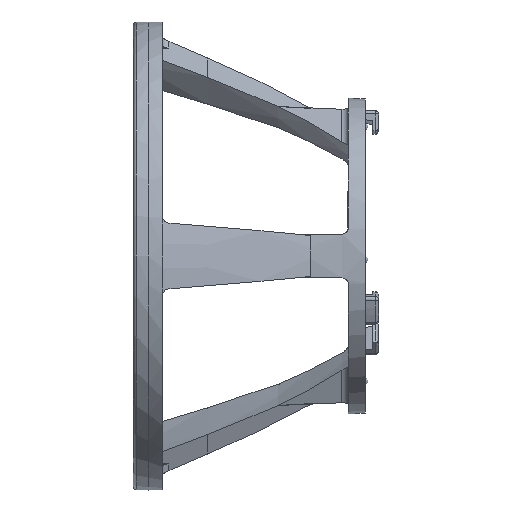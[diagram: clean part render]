
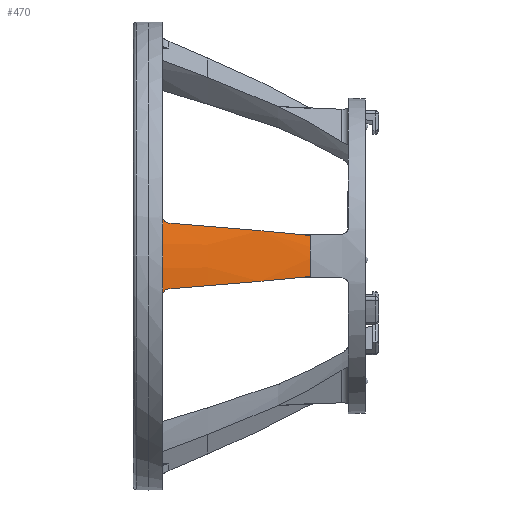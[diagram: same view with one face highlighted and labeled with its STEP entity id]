
A CAD part, left-side view. The second image highlights one B-rep face of the part: STEP entity #470.
In plain terms, the highlighted face is a revolution surface.
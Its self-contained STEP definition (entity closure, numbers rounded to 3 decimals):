
#470=ADVANCED_FACE('',(#1165),#1166,.T.);
#1165=FACE_OUTER_BOUND('',#2235,.T.);
#1166=SURFACE_OF_REVOLUTION('',#2236,#2237);
#2235=EDGE_LOOP('',(#3719,#3720,#3721,#3722,#3723,#3724,#3725,#3726));
#2236=B_SPLINE_CURVE_WITH_KNOTS('',3,(#3727,#3728,#3729,#3730,#3731,#3732,#3733,#3734,#3735,#3736,#3737,#3738,#3739,#3740,#3741,#3742,#3743,#3744,#3745,#3746,#3747,#3748,#3749,#3750,#3751,#3752,#3753,#3754),.UNSPECIFIED.,.F.,.F.,(4,3,3,3,3,3,3,3,3,4),(0.0,1.0,2.0,4.0,8.0,16.0,32.0,64.0,128.0,256.0),.UNSPECIFIED.);
#2237=AXIS1_PLACEMENT('',#3755,#3756);
#3719=ORIENTED_EDGE('',*,*,#6551,.T.);
#3720=ORIENTED_EDGE('',*,*,#6552,.T.);
#3721=ORIENTED_EDGE('',*,*,#6516,.T.);
#3722=ORIENTED_EDGE('',*,*,#6553,.T.);
#3723=ORIENTED_EDGE('',*,*,#6554,.T.);
#3724=ORIENTED_EDGE('',*,*,#6555,.T.);
#3725=ORIENTED_EDGE('',*,*,#6556,.T.);
#3726=ORIENTED_EDGE('',*,*,#6508,.T.);
#3727=CARTESIAN_POINT('',(17.9,0.0,0.0));
#3728=CARTESIAN_POINT('',(21.2,4.2,0.0));
#3729=CARTESIAN_POINT('',(24.5,8.4,0.0));
#3730=CARTESIAN_POINT('',(27.7,14.746,0.0));
#3731=CARTESIAN_POINT('',(30.9,21.092,0.0));
#3732=CARTESIAN_POINT('',(32.95,25.711,0.0));
#3733=CARTESIAN_POINT('',(35.0,30.33,0.0));
#3734=CARTESIAN_POINT('',(39.1,39.568,0.0));
#3735=CARTESIAN_POINT('',(43.2,48.807,0.0));
#3736=CARTESIAN_POINT('',(47.3,58.045,0.0));
#3737=CARTESIAN_POINT('',(55.5,76.522,0.0));
#3738=CARTESIAN_POINT('',(63.7,94.998,0.0));
#3739=CARTESIAN_POINT('',(71.9,113.475,0.0));
#3740=CARTESIAN_POINT('',(88.3,150.428,0.0));
#3741=CARTESIAN_POINT('',(104.7,187.381,0.0));
#3742=CARTESIAN_POINT('',(121.1,224.335,0.0));
#3743=CARTESIAN_POINT('',(153.9,298.241,0.0));
#3744=CARTESIAN_POINT('',(186.7,372.148,0.0));
#3745=CARTESIAN_POINT('',(219.5,446.054,0.0));
#3746=CARTESIAN_POINT('',(285.1,593.868,0.0));
#3747=CARTESIAN_POINT('',(350.7,741.681,0.0));
#3748=CARTESIAN_POINT('',(416.3,889.494,0.0));
#3749=CARTESIAN_POINT('',(547.5,1185.12,0.0));
#3750=CARTESIAN_POINT('',(678.7,1480.746,0.0));
#3751=CARTESIAN_POINT('',(809.9,1776.372,0.0));
#3752=CARTESIAN_POINT('',(1072.3,2367.625,0.0));
#3753=CARTESIAN_POINT('',(1334.7,2958.877,0.0));
#3754=CARTESIAN_POINT('',(1597.1,3550.13,0.0));
#3755=CARTESIAN_POINT('',(0.0,0.0,0.0));
#3756=DIRECTION('',(-0.0,1.0,-0.0));
#6508=EDGE_CURVE('',#7910,#7908,#7911,.T.);
#6516=EDGE_CURVE('',#7922,#7923,#7924,.T.);
#6551=EDGE_CURVE('',#7908,#7970,#7971,.T.);
#6552=EDGE_CURVE('',#7970,#7922,#7972,.T.);
#6553=EDGE_CURVE('',#7923,#7973,#7974,.T.);
#6554=EDGE_CURVE('',#7973,#7975,#7976,.T.);
#6555=EDGE_CURVE('',#7975,#7977,#7978,.T.);
#6556=EDGE_CURVE('',#7977,#7910,#7979,.T.);
#7908=VERTEX_POINT('',#10387);
#7910=VERTEX_POINT('',#10392);
#7911=B_SPLINE_CURVE_WITH_KNOTS('',3,(#10393,#10394,#10395,#10396,#10397,#10398,#10399,#10400),.UNSPECIFIED.,.F.,.F.,(4,2,2,4),(0.0,0.,0.001,0.001),.UNSPECIFIED.);
#7922=VERTEX_POINT('',#10422);
#7923=VERTEX_POINT('',#10423);
#7924=B_SPLINE_CURVE_WITH_KNOTS('',3,(#10424,#10425,#10426,#10427),.UNSPECIFIED.,.F.,.F.,(4,4),(0.049,0.055),.UNSPECIFIED.);
#7970=VERTEX_POINT('',#10536);
#7971=CIRCLE('',#10537,34.962);
#7972=B_SPLINE_CURVE_WITH_KNOTS('',3,(#10538,#10539,#10540,#10541,#10542,#10543),.UNSPECIFIED.,.F.,.F.,(4,2,4),(0.,0.001,0.001),.UNSPECIFIED.);
#7973=VERTEX_POINT('',#10544);
#7974=B_SPLINE_CURVE_WITH_KNOTS('',3,(#10545,#10546,#10547,#10548,#10549,#10550,#10551,#10552,#10553,#10554),.UNSPECIFIED.,.F.,.F.,(4,2,2,2,4),(0.,0.009,0.011,0.013,0.017),.UNSPECIFIED.);
#7975=VERTEX_POINT('',#10555);
#7976=(B_SPLINE_CURVE(3,(#10557,#10558,#10559,#10560),.UNSPECIFIED.,.F.,.F.)B_SPLINE_CURVE_WITH_KNOTS((4,4),(0.026,0.974),.UNSPECIFIED.)RATIONAL_B_SPLINE_CURVE((1.0,0.995,0.995,1.0))BOUNDED_CURVE()REPRESENTATION_ITEM('')GEOMETRIC_REPRESENTATION_ITEM()CURVE());
#7977=VERTEX_POINT('',#10567);
#7978=B_SPLINE_CURVE_WITH_KNOTS('',3,(#10568,#10569,#10570,#10571,#10572,#10573,#10574,#10575,#10576,#10577),.UNSPECIFIED.,.F.,.F.,(4,2,2,2,4),(0.0,0.004,0.006,0.009,0.017),.UNSPECIFIED.);
#7979=B_SPLINE_CURVE_WITH_KNOTS('',3,(#10578,#10579,#10580,#10581),.UNSPECIFIED.,.F.,.F.,(4,4),(0.011,0.017),.UNSPECIFIED.);
#10387=CARTESIAN_POINT('',(-34.518,30.244,5.553));
#10392=CARTESIAN_POINT('',(-34.213,29.347,4.911));
#10393=CARTESIAN_POINT('',(-34.213,29.347,4.911));
#10394=CARTESIAN_POINT('',(-34.254,29.44,4.918));
#10395=CARTESIAN_POINT('',(-34.291,29.53,4.938));
#10396=CARTESIAN_POINT('',(-34.361,29.707,5.001));
#10397=CARTESIAN_POINT('',(-34.394,29.793,5.046));
#10398=CARTESIAN_POINT('',(-34.475,30.029,5.211));
#10399=CARTESIAN_POINT('',(-34.511,30.163,5.368));
#10400=CARTESIAN_POINT('',(-34.518,30.244,5.553));
#10422=CARTESIAN_POINT('',(-34.213,29.347,-4.911));
#10423=CARTESIAN_POINT('',(-31.636,23.545,-4.446));
#10424=CARTESIAN_POINT('',(-34.213,29.347,-4.911));
#10425=CARTESIAN_POINT('',(-33.365,27.408,-4.757));
#10426=CARTESIAN_POINT('',(-32.512,25.472,-4.603));
#10427=CARTESIAN_POINT('',(-31.636,23.545,-4.446));
#10536=CARTESIAN_POINT('',(-34.518,30.244,-5.553));
#10537=AXIS2_PLACEMENT_3D('',#12734,#12735,#12736);
#10538=CARTESIAN_POINT('',(-34.518,30.244,-5.553));
#10539=CARTESIAN_POINT('',(-34.511,30.163,-5.368));
#10540=CARTESIAN_POINT('',(-34.476,30.031,-5.212));
#10541=CARTESIAN_POINT('',(-34.367,29.715,-4.991));
#10542=CARTESIAN_POINT('',(-34.294,29.532,-4.925));
#10543=CARTESIAN_POINT('',(-34.213,29.347,-4.911));
#10544=CARTESIAN_POINT('',(-23.732,8.193,-3.065));
#10545=CARTESIAN_POINT('',(-31.636,23.545,-4.446));
#10546=CARTESIAN_POINT('',(-30.444,20.92,-4.232));
#10547=CARTESIAN_POINT('',(-29.212,18.317,-4.013));
#10548=CARTESIAN_POINT('',(-27.622,15.088,-3.733));
#10549=CARTESIAN_POINT('',(-27.304,14.443,-3.677));
#10550=CARTESIAN_POINT('',(-26.645,13.164,-3.562));
#10551=CARTESIAN_POINT('',(-26.305,12.53,-3.503));
#10552=CARTESIAN_POINT('',(-25.255,10.643,-3.322));
#10553=CARTESIAN_POINT('',(-24.514,9.408,-3.196));
#10554=CARTESIAN_POINT('',(-23.732,8.193,-3.065));
#10555=CARTESIAN_POINT('',(-23.732,8.193,3.065));
#10557=CARTESIAN_POINT('',(-23.732,8.193,-3.065));
#10558=CARTESIAN_POINT('',(-23.995,8.193,-1.027));
#10559=CARTESIAN_POINT('',(-23.995,8.193,1.027));
#10560=CARTESIAN_POINT('',(-23.732,8.193,3.065));
#10567=CARTESIAN_POINT('',(-31.636,23.545,4.446));
#10568=CARTESIAN_POINT('',(-23.732,8.193,3.065));
#10569=CARTESIAN_POINT('',(-24.514,9.408,3.196));
#10570=CARTESIAN_POINT('',(-25.255,10.643,3.322));
#10571=CARTESIAN_POINT('',(-26.305,12.53,3.503));
#10572=CARTESIAN_POINT('',(-26.645,13.164,3.562));
#10573=CARTESIAN_POINT('',(-27.304,14.443,3.677));
#10574=CARTESIAN_POINT('',(-27.622,15.088,3.733));
#10575=CARTESIAN_POINT('',(-29.212,18.317,4.013));
#10576=CARTESIAN_POINT('',(-30.444,20.92,4.232));
#10577=CARTESIAN_POINT('',(-31.636,23.545,4.446));
#10578=CARTESIAN_POINT('',(-31.636,23.545,4.446));
#10579=CARTESIAN_POINT('',(-32.511,25.471,4.603));
#10580=CARTESIAN_POINT('',(-33.365,27.408,4.757));
#10581=CARTESIAN_POINT('',(-34.213,29.347,4.911));
#12734=CARTESIAN_POINT('',(0.0,30.244,0.0));
#12735=DIRECTION('',(0.0,-1.0,0.0));
#12736=DIRECTION('',(0.0,0.0,-1.0));
